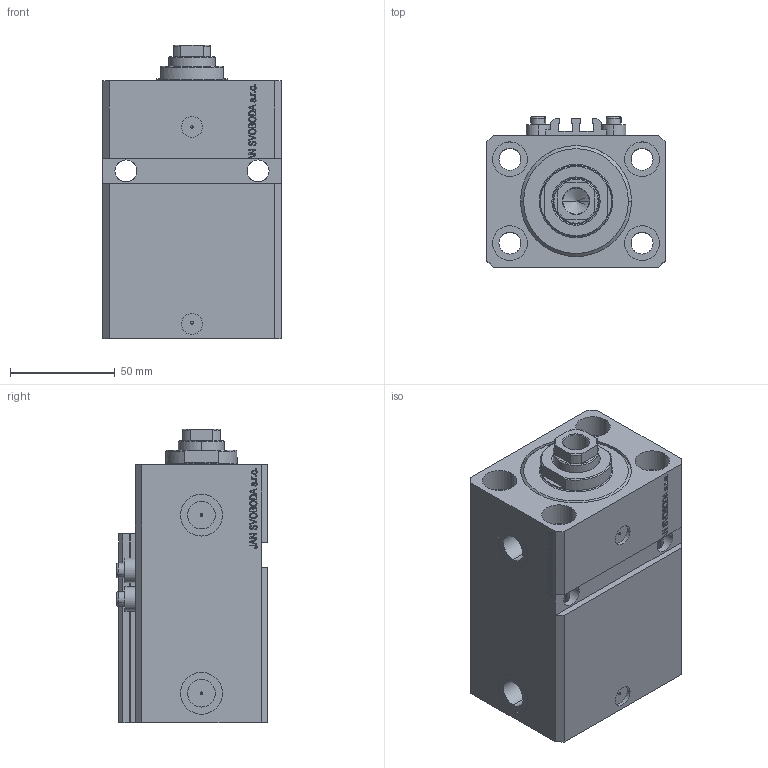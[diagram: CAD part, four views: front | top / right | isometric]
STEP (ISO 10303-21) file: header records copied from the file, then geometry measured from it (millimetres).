
FILE_DESCRIPTION (( 'STEP AP203' ), '1' );
FILE_NAME ('407f.STEP', '2022-04-09T16:42:16', ( '' ), ( '' ), 'SwSTEP 2.0', 'SolidWorks 2019', '' );
FILE_SCHEMA (( 'CONFIG_CONTROL_DESIGN' ));
Length unit declared in the file: millimetre
Products named in the file (5): V250CE_C_VCP 65d2b42661576c76e2d5d65ae066c4d4; V250CE_E_Body 65d2b42661576c76e2d5d65ae066c4d4; ALLEN BOLT V250CE 65d2b42661576c76e2d5d65ae066c4d4; 407f; V250CE_VC_E 65d2b42661576c76e2d5d65ae066c4d4
Assembly tree (7 placements, depth 2):
  407f
    V250CE_E_Body 65d2b42661576c76e2d5d65ae066c4d4
    ALLEN BOLT V250CE 65d2b42661576c76e2d5d65ae066c4d4  x4
    V250CE_C_VCP 65d2b42661576c76e2d5d65ae066c4d4
    V250CE_VC_E 65d2b42661576c76e2d5d65ae066c4d4
Bounding box: 85 x 72 x 139.9 mm (x, y, z)
Volume: 564440.2 mm3; surface area: 119444.4 mm2
Topology: 8 solids, 8 shells, 1087 faces, 2725 edges, 1769 vertices
Faces by surface type: plane 535, bspline 356, cylinder 126, cone 56, torus 14
Entity records: 47587 total; most frequent: CARTESIAN_POINT 24886, ORIENTED_EDGE 5140, DIRECTION 3372, EDGE_CURVE 2570, VERTEX_POINT 1685, VECTOR 1582, LINE 1582, EDGE_LOOP 1145
